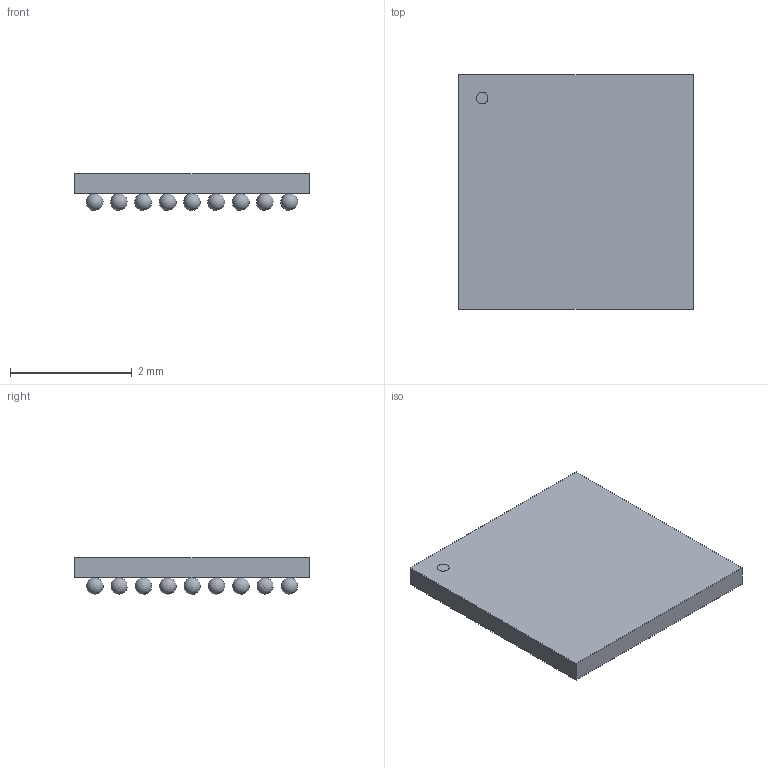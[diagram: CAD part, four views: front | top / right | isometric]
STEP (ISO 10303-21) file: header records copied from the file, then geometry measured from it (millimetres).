
FILE_DESCRIPTION(('STEP AP214'),'1');
FILE_NAME('BGA_090WG_STM','2025-09-20T02:57:48',(''),(''),'','','');
FILE_SCHEMA(('AUTOMOTIVE_DESIGN'));
Length unit declared in the file: millimetre
Products named in the file (1): product
Bounding box: 3.86 x 3.86 x 0.61 mm (x, y, z)
Volume: 5.8 mm3; surface area: 53.9 mm2
Topology: 79 solids, 79 shells, 86 faces, 246 edges, 164 vertices
Faces by surface type: sphere 77, plane 8, cylinder 1
Full cylindrical faces by diameter (mm): 0.193 x1
Entity records: 1066 total; most frequent: DIRECTION 192, CARTESIAN_POINT 100, AXIS2_PLACEMENT_3D 90, STYLED_ITEM 86, ADVANCED_FACE 86, MANIFOLD_SOLID_BREP 79, CLOSED_SHELL 79, SPHERICAL_SURFACE 77
